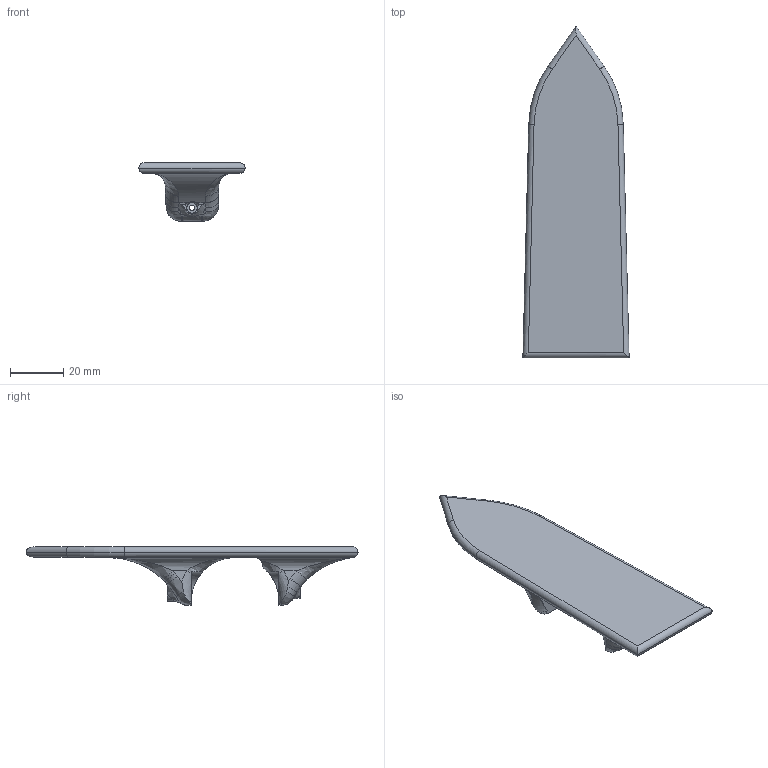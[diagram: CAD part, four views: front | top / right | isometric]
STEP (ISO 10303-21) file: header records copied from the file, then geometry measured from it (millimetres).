
FILE_DESCRIPTION (( 'STEP AP203' ), '1' );
FILE_NAME ('曘3.0.STE', '2023-10-23T21:52:31', ( '' ), ( '' ), 'SwSTEP 2.0', 'SolidWorks 2021', '' );
FILE_SCHEMA (( 'CONFIG_CONTROL_DESIGN' ));
Length unit declared in the file: millimetre
Products named in the file (1): ��3.0
Bounding box: 40 x 125 x 22 mm (x, y, z)
Volume: 26211.6 mm3; surface area: 10545.2 mm2
Topology: 1 solids, 1 shells, 112 faces, 291 edges, 178 vertices
Faces by surface type: cylinder 47, bspline 27, plane 21, torus 17
Entity records: 5448 total; most frequent: CARTESIAN_POINT 2915, ORIENTED_EDGE 574, DIRECTION 444, EDGE_CURVE 287, AXIS2_PLACEMENT_3D 185, VERTEX_POINT 178, EDGE_LOOP 117, ADVANCED_FACE 112
